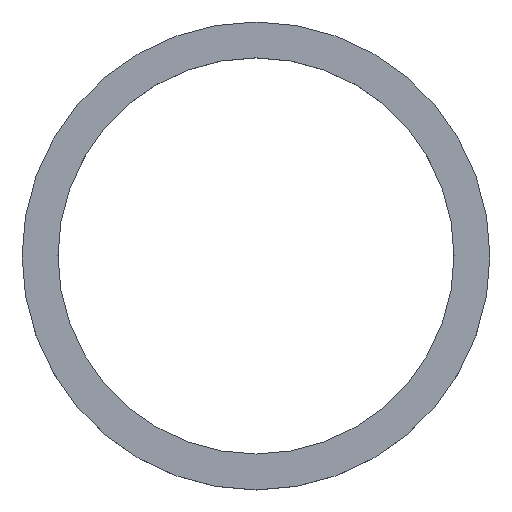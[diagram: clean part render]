
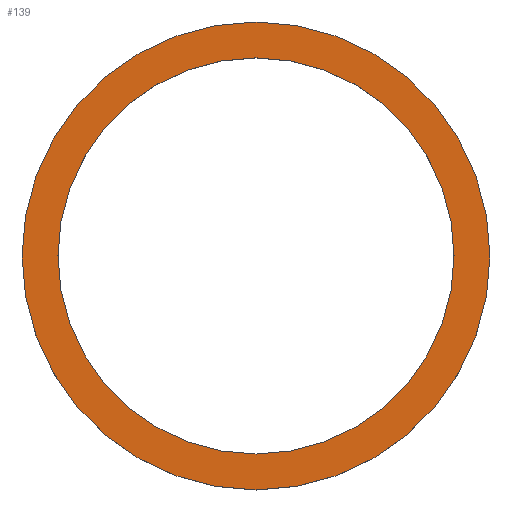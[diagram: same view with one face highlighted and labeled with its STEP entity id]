
A CAD part, top view. The second image highlights one B-rep face of the part: STEP entity #139.
In plain terms, the highlighted face is planar.
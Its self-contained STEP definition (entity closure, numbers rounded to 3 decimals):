
#2 = CARTESIAN_POINT ( 'NONE',  ( 0., 100., 0. ) ) ;
#7 = CARTESIAN_POINT ( 'NONE',  ( 0., 100., -472.5 ) ) ;
#28 = CIRCLE ( 'NONE', #58, 472.5 ) ;
#33 = EDGE_CURVE ( 'NONE', #361, #103, #71, .T. ) ;
#35 = DIRECTION ( 'NONE',  ( 0., 1., 0. ) ) ;
#38 = DIRECTION ( 'NONE',  ( 0., 0., 1. ) ) ;
#58 = AXIS2_PLACEMENT_3D ( 'NONE', #271, #35, #190 ) ;
#71 = CIRCLE ( 'NONE', #231, 400. ) ;
#76 = VERTEX_POINT ( 'NONE', #304 ) ;
#98 = CARTESIAN_POINT ( 'NONE',  ( 0., 100., 400. ) ) ;
#100 = CIRCLE ( 'NONE', #217, 472.5 ) ;
#103 = VERTEX_POINT ( 'NONE', #98 ) ;
#106 = DIRECTION ( 'NONE',  ( 0., 1., 0. ) ) ;
#122 = DIRECTION ( 'NONE',  ( 0., 1., 0. ) ) ;
#139 = ADVANCED_FACE ( 'NONE', ( #160, #274 ), #247, .T. ) ;
#140 = CIRCLE ( 'NONE', #209, 400. ) ;
#145 = ORIENTED_EDGE ( 'NONE', *, *, #329, .T. ) ;
#154 = AXIS2_PLACEMENT_3D ( 'NONE', #2, #249, #301 ) ;
#160 = FACE_OUTER_BOUND ( 'NONE', #278, .T. ) ;
#171 = ORIENTED_EDGE ( 'NONE', *, *, #172, .T. ) ;
#172 = EDGE_CURVE ( 'NONE', #76, #331, #28, .T. ) ;
#176 = CARTESIAN_POINT ( 'NONE',  ( 0., 100., 0. ) ) ;
#190 = DIRECTION ( 'NONE',  ( 0., 0., 1. ) ) ;
#200 = ORIENTED_EDGE ( 'NONE', *, *, #33, .F. ) ;
#205 = DIRECTION ( 'NONE',  ( 0., 0., 1. ) ) ;
#209 = AXIS2_PLACEMENT_3D ( 'NONE', #176, #106, #205 ) ;
#212 = DIRECTION ( 'NONE',  ( 0., 1., 0. ) ) ;
#217 = AXIS2_PLACEMENT_3D ( 'NONE', #265, #122, #38 ) ;
#231 = AXIS2_PLACEMENT_3D ( 'NONE', #260, #212, #263 ) ;
#242 = EDGE_CURVE ( 'NONE', #103, #361, #140, .T. ) ;
#247 = PLANE ( 'NONE',  #154 ) ;
#249 = DIRECTION ( 'NONE',  ( 0., 1., 0. ) ) ;
#260 = CARTESIAN_POINT ( 'NONE',  ( 0., 100., 0. ) ) ;
#263 = DIRECTION ( 'NONE',  ( 0., 0., 1. ) ) ;
#265 = CARTESIAN_POINT ( 'NONE',  ( 0., 100., 0. ) ) ;
#271 = CARTESIAN_POINT ( 'NONE',  ( 0., 100., 0. ) ) ;
#274 = FACE_BOUND ( 'NONE', #333, .T. ) ;
#278 = EDGE_LOOP ( 'NONE', ( #145, #171 ) ) ;
#301 = DIRECTION ( 'NONE',  ( 0., 0., 1. ) ) ;
#304 = CARTESIAN_POINT ( 'NONE',  ( 0., 100., 472.5 ) ) ;
#305 = ORIENTED_EDGE ( 'NONE', *, *, #242, .F. ) ;
#329 = EDGE_CURVE ( 'NONE', #331, #76, #100, .T. ) ;
#331 = VERTEX_POINT ( 'NONE', #7 ) ;
#333 = EDGE_LOOP ( 'NONE', ( #200, #305 ) ) ;
#344 = CARTESIAN_POINT ( 'NONE',  ( 0., 100., -400. ) ) ;
#361 = VERTEX_POINT ( 'NONE', #344 ) ;
